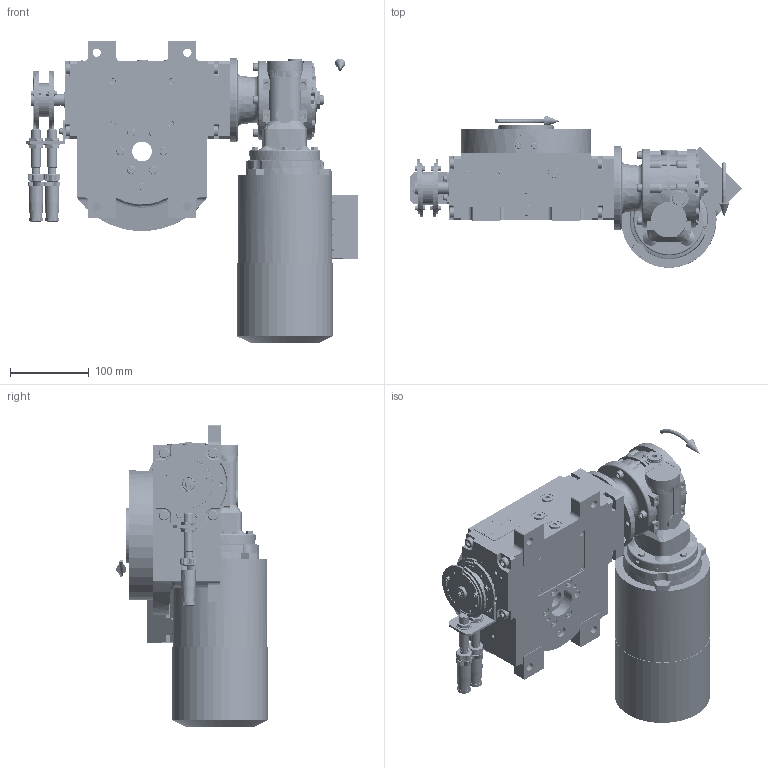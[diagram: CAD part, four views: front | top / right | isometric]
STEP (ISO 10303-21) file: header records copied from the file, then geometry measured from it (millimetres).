
FILE_DESCRIPTION (( 'STEP AP214' ), '1' );
FILE_NAME ('PC5200405.step', '2024-06-18T14:32:43', ( '' ), ( '' ), 'SwSTEP 2.0', 'SolidWorks 2020', '' );
FILE_SCHEMA (( 'AUTOMOTIVE_DESIGN' ));
Length unit declared in the file: millimetre
Products named in the file (95): CFN2000_01_185.stp; cfn2476_01_001_48x38; cfn2000_01_129; cfn2107_01_001; cfn2000_01_147; AS_rig04_014_s_001; CFN2223_01-390X6-B.stp; 900_38_30_003; cfn2070_05_001; cfn2003_01_063; freccia_angolare; AS_rig04_004; AS_cfn2400_04_024; AS_rig04_015; cfn2055_01_002; AS_rig04_004_s_001; cfn2115_02_194; rig04_014_s_001; AS_rig04_002_bl_004; cfn2151_01_162; RIG04_005_ASM.stp; cfn2151_01_087; rig04_001_a_001; rig04_007_master; CFN2155_01_007.stp; rig04_002_bl_004; cfn2128_04_011; cfn2000_01_151; cfn2155_01_055; CFN2010_02_002.stp; rig04_071_12_m.stp; cfn2128_05_006; cfn2276_01_065; RIG04_005_AF0.stp; freccia_angolare_albero; CFN2203_02_001.stp; cfn2401_02_005; AS_rig04_004_s_002; AS_900_38_30_003; cfn2155_01_038 ...
Assembly tree (91 placements, depth 5):
  CFN2223_01-390X6-B.stp
  cfn2151_01_162
  cfn2151_01_087
  rig04_007_master
  cfn2276_01_065
Bounding box: 420.63 x 191.99 x 382.99 mm (x, y, z)
Volume: 4849618.8 mm3; surface area: 776295.1 mm2
Topology: 91 solids, 91 shells, 6100 faces, 15443 edges, 9823 vertices
Faces by surface type: plane 2821, cylinder 2083, cone 1009, torus 163, bspline 18, sphere 6
Entity records: 165763 total; most frequent: CARTESIAN_POINT 40484, DIRECTION 25164, ORIENTED_EDGE 24636, EDGE_CURVE 12318, AXIS2_PLACEMENT_3D 9262, VERTEX_POINT 7913, LINE 6640, VECTOR 6640
